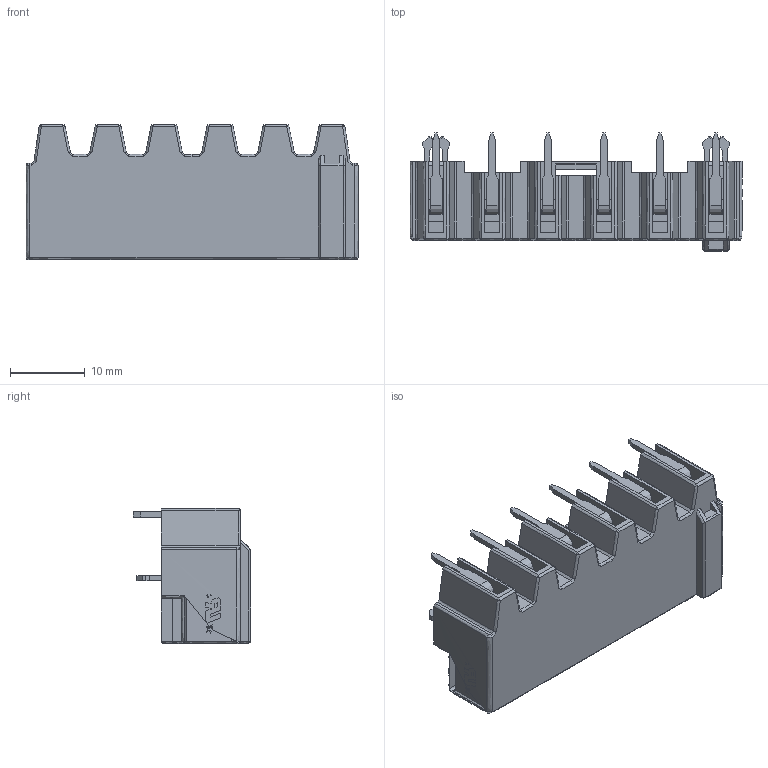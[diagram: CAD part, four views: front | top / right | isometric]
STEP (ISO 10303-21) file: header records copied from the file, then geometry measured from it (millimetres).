
FILE_DESCRIPTION( ('This file contains a STEP AP42 implementation' ,'as created by ZW3D STEP Interface translator.') ,'2;1' );
FILE_NAME( 'WJ9RC-7.5-06P.stp' ,'25 422. 82930', (''), ('ZWCAD Software Co.'), 'Version 1.0', 'ZW3D to STEP translator', '' );
FILE_SCHEMA(('AUTOMOTIVE_DESIGN'));
Length unit declared in the file: millimetre
Products named in the file (2): 0; WJ9RC-7.5-06P
Bounding box: 44.5 x 15.8 x 18.1 mm (x, y, z)
Volume: 3025.4 mm3; surface area: 6362.9 mm2
Topology: 18 solids, 25 shells, 1063 faces, 3313 edges, 2328 vertices
Faces by surface type: bspline 1063
Entity records: 36808 total; most frequent: CARTESIAN_POINT 16064, ORIENTED_EDGE 6638, EDGE_CURVE 3319, B_SPLINE_CURVE_WITH_KNOTS 3084, VERTEX_POINT 2334, EDGE_LOOP 1125, FACE_OUTER_BOUND 1063, ADVANCED_FACE 1063
